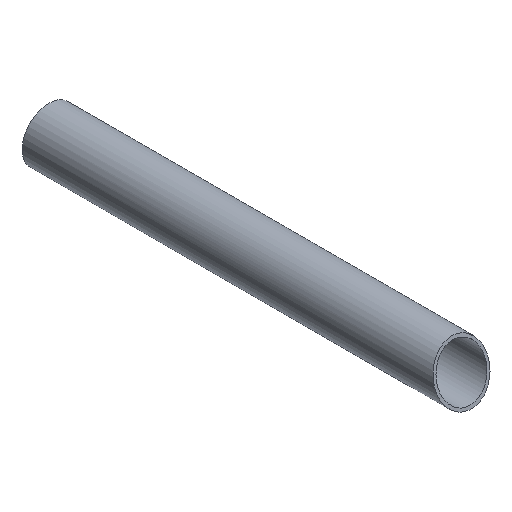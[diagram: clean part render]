
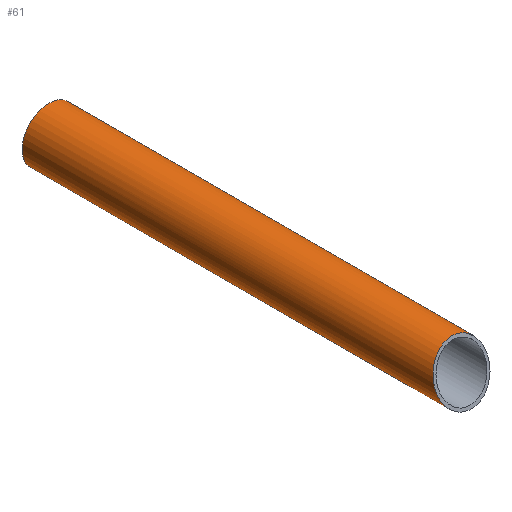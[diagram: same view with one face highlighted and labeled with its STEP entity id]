
A CAD part, isometric view. The second image highlights one B-rep face of the part: STEP entity #61.
In plain terms, the highlighted cylindrical face has radius 38.05 mm (diameter 76.1 mm), a full revolution.
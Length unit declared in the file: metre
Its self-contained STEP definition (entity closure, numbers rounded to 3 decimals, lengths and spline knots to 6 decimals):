
#23=CIRCLE('',#82,0.03805);
#26=ORIENTED_EDGE('',*,*,#34,.T.);
#27=ORIENTED_EDGE('',*,*,#35,.T.);
#34=EDGE_CURVE('',#38,#38,#41,.T.);
#35=EDGE_CURVE('',#39,#39,#23,.T.);
#38=VERTEX_POINT('',#111);
#39=VERTEX_POINT('',#113);
#41=ELLIPSE('',#81,0.040492,0.03805);
#44=EDGE_LOOP('',(#26));
#45=EDGE_LOOP('',(#27));
#52=FACE_BOUND('',#44,.T.);
#53=FACE_BOUND('',#45,.T.);
#59=CYLINDRICAL_SURFACE('',#80,0.03805);
#61=ADVANCED_FACE('',(#52,#53),#59,.T.);
#80=AXIS2_PLACEMENT_3D('',#109,#93,#94);
#81=AXIS2_PLACEMENT_3D('',#110,#95,#96);
#82=AXIS2_PLACEMENT_3D('',#112,#97,#98);
#93=DIRECTION('',(0.,1.,0.));
#94=DIRECTION('',(0.,0.,1.));
#95=DIRECTION('',(0.,0.94,-0.342));
#96=DIRECTION('',(0.,0.342,0.94));
#97=DIRECTION('',(0.,-1.,0.));
#98=DIRECTION('',(0.,0.,-1.));
#109=CARTESIAN_POINT('',(0.,-0.6,0.));
#110=CARTESIAN_POINT('',(0.,-0.586151,0.));
#111=CARTESIAN_POINT('',(0.,-0.572302,0.03805));
#112=CARTESIAN_POINT('',(0.,0.,0.));
#113=CARTESIAN_POINT('',(0.,0.,-0.03805));
